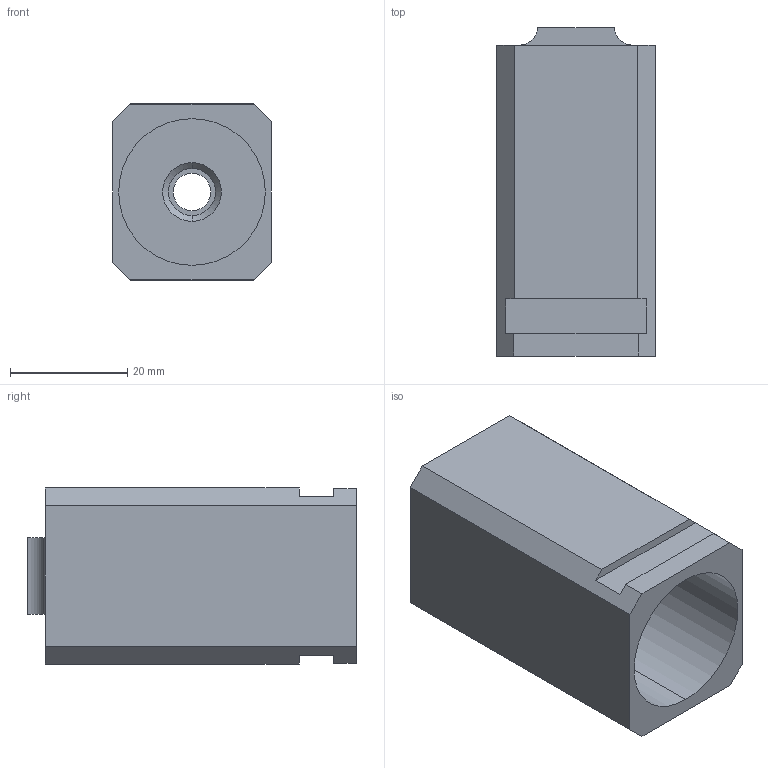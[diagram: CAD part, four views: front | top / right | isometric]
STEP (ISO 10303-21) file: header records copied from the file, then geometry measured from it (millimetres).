
FILE_DESCRIPTION (( 'STEP AP203' ), '1' );
FILE_NAME ('ID57-1417_Tete fourreau_A.STEP', '2021-11-25T22:20:13', ( '' ), ( '' ), 'SwSTEP 2.0', 'SolidWorks 2018', '' );
FILE_SCHEMA (( 'CONFIG_CONTROL_DESIGN' ));
Length unit declared in the file: millimetre
Products named in the file (1): ID57-1417_Tete fourreau_A
Bounding box: 27 x 56 x 30 mm (x, y, z)
Volume: 16846.9 mm3; surface area: 11542.4 mm2
Topology: 1 solids, 1 shells, 33 faces, 82 edges, 54 vertices
Faces by surface type: plane 23, cylinder 8, cone 2
Entity records: 1059 total; most frequent: CARTESIAN_POINT 170, DIRECTION 168, ORIENTED_EDGE 164, EDGE_CURVE 82, LINE 64, VECTOR 64, VERTEX_POINT 54, AXIS2_PLACEMENT_3D 52
